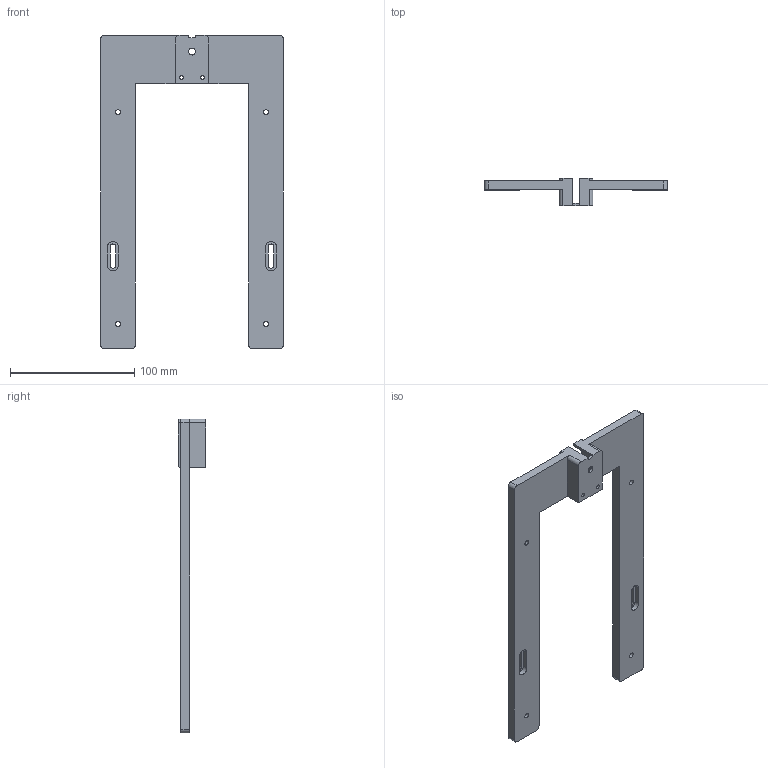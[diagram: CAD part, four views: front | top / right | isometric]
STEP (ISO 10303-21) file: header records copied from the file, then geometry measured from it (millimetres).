
FILE_DESCRIPTION(/* description */ (''),/* implementation_level */ '2;1');
FILE_NAME(/* name */ 'Hộp đựng động cơ.stp',/* time_stamp */ '2022-08-06T00:56:13+07:00',/* author */ ('PC'),/* organization */ (''),/* preprocessor_version */ 'ST-DEVELOPER v18',/* originating_system */ 'Autodesk Inventor 2020',/* authorisation */ '');
FILE_SCHEMA (('AUTOMOTIVE_DESIGN { 1 0 10303 214 3 1 1 }'));
Length unit declared in the file: millimetre
Products named in the file (1): Hộp đựng động cơ
Bounding box: 147 x 22 x 252 mm (x, y, z)
Volume: 119290 mm3; surface area: 47835.9 mm2
Topology: 1 solids, 1 shells, 73 faces, 202 edges, 137 vertices
Faces by surface type: plane 42, cylinder 31
Full cylindrical faces by diameter (mm): 3 x2, 4 x4, 5.5 x1, 6.5 x4
Entity records: 2442 total; most frequent: DIRECTION 423, CARTESIAN_POINT 413, ORIENTED_EDGE 404, EDGE_CURVE 202, AXIS2_PLACEMENT_3D 147, VERTEX_POINT 137, LINE 129, VECTOR 129
